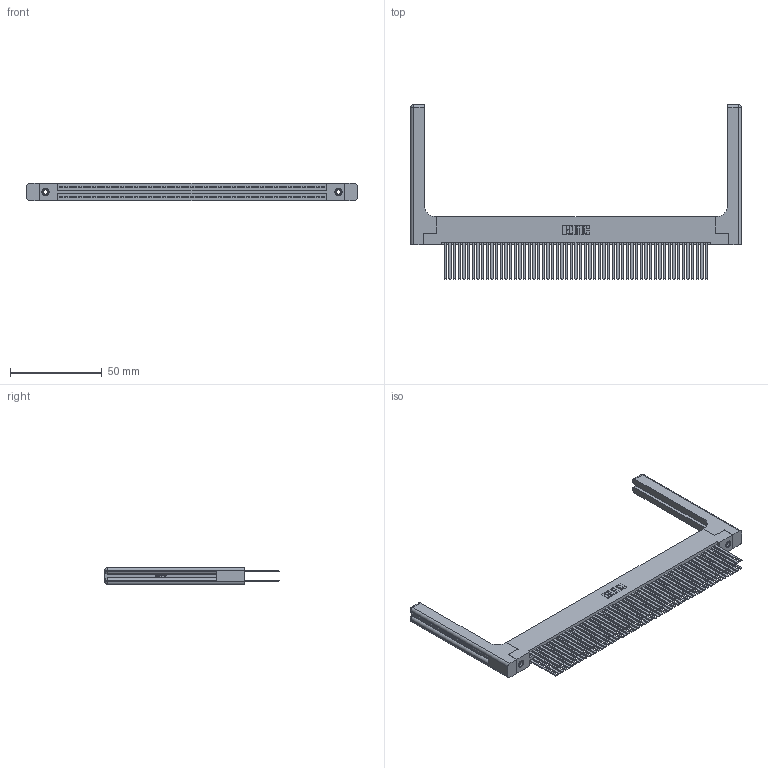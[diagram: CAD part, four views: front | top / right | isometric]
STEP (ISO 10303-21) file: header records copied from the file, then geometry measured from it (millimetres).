
FILE_DESCRIPTION (( 'STEP AP203' ), '1' );
FILE_NAME ('395-114-544-258.STEP', '2019-10-27T18:32:08', ( '' ), ( '' ), 'SwSTEP 2.0', 'SolidWorks 2016', '' );
FILE_SCHEMA (( 'CONFIG_CONTROL_DESIGN' ));
Length unit declared in the file: inch
Products named in the file (5): 345-292-001_345-293-144; 345-250-001_345-250-001-102; 345-220-058_345-220-058; 395-114-544-258; 345 Part_Flush Mounting Lugs - 0.156 Dia-TH
Assembly tree (119 placements, depth 2):
  395-114-544-258
    345 Part_Flush Mounting Lugs - 0.156 Dia-TH
    345-292-001_345-293-144  x114
    345-250-001_345-250-001-102  x2
    345-220-058_345-220-058  x2
Bounding box: 179.81 x 94.92 x 9.4 mm (x, y, z)
Volume: 27679 mm3; surface area: 38419.8 mm2
Topology: 119 solids, 119 shells, 5398 faces, 15941 edges, 10454 vertices
Faces by surface type: plane 3534, cylinder 1804, bspline 36, cone 12, sphere 8, torus 4
Entity records: 47702 total; most frequent: CARTESIAN_POINT 8973, ORIENTED_EDGE 7704, DIRECTION 6824, EDGE_CURVE 3852, LINE 3404, VECTOR 3404, VERTEX_POINT 2558, AXIS2_PLACEMENT_3D 1710
